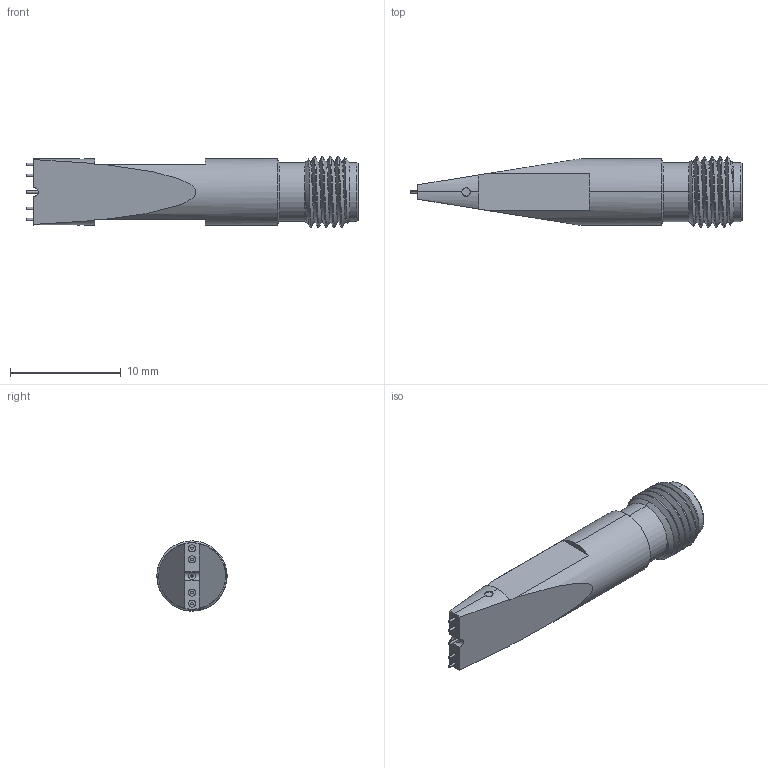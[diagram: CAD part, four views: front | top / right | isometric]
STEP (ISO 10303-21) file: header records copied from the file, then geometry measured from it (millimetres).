
FILE_DESCRIPTION (( 'STEP AP214' ), '1' );
FILE_NAME ('FMPB1005_3D.step', '2024-11-05T20:33:02', ( '' ), ( '' ), 'SwSTEP 2.0', 'SolidWorks 2022', '' );
FILE_SCHEMA (( 'AUTOMOTIVE_DESIGN' ));
Length unit declared in the file: inch
Products named in the file (1): FMPB1005_3D
Bounding box: 30 x 6.35 x 6.35 mm (x, y, z)
Volume: 599.5 mm3; surface area: 696.4 mm2
Topology: 1 solids, 1 shells, 102 faces, 253 edges, 167 vertices
Faces by surface type: cylinder 41, plane 39, cone 15, bspline 7
Entity records: 4637 total; most frequent: CARTESIAN_POINT 2255, ORIENTED_EDGE 506, DIRECTION 470, EDGE_CURVE 253, AXIS2_PLACEMENT_3D 185, VERTEX_POINT 167, EDGE_LOOP 116, FACE_OUTER_BOUND 102
